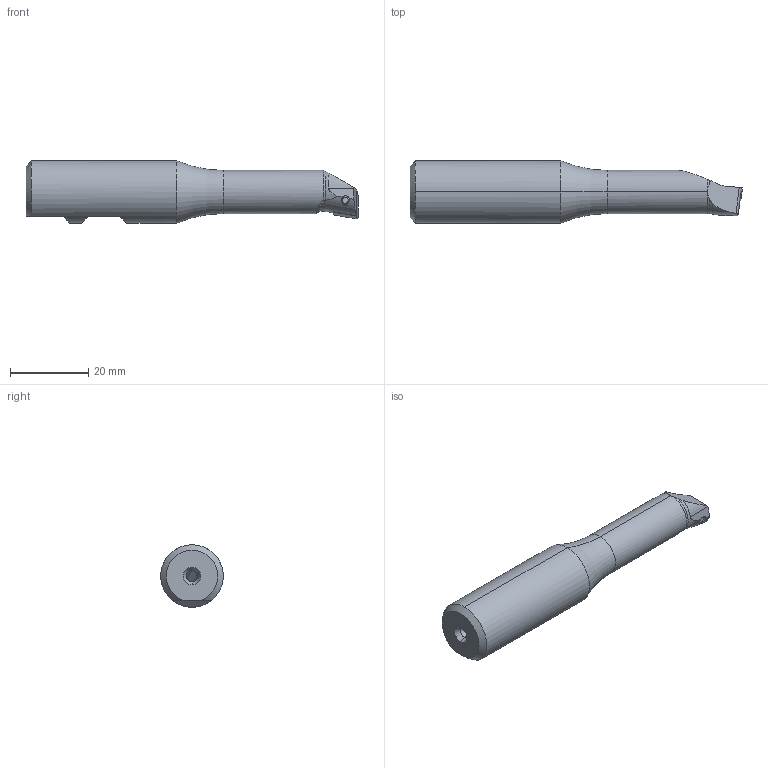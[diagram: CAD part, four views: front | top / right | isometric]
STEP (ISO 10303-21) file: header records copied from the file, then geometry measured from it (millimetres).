
FILE_DESCRIPTION (( 'STEP AP203' ), '1' );
FILE_NAME ('254.014.006.085.STEP', '2018-02-20T14:03:50', ( 'SWIAdmin' ), ( 'Hewlett-Packard Company' ), 'SwSTEP 2.0', 'SolidWorks 2017', '' );
FILE_SCHEMA (( 'CONFIG_CONTROL_DESIGN' ));
Length unit declared in the file: millimetre
Products named in the file (4): CCMT060204; WCA-ER2.001.006_A; 254.014.006.085; B14-WCA.K11.085_A
Assembly tree (3 placements, depth 2):
  254.014.006.085
    B14-WCA.K11.085_A
    CCMT060204
    WCA-ER2.001.006_A
Bounding box: 85 x 16 x 16 mm (x, y, z)
Volume: 11149 mm3; surface area: 4643.5 mm2
Topology: 3 solids, 3 shells, 130 faces, 335 edges, 206 vertices
Faces by surface type: cylinder 41, plane 33, cone 29, bspline 13, torus 12, sphere 2
Entity records: 4786 total; most frequent: CARTESIAN_POINT 1430, ORIENTED_EDGE 662, DIRECTION 579, EDGE_CURVE 331, AXIS2_PLACEMENT_3D 229, VERTEX_POINT 206, EDGE_LOOP 135, ADVANCED_FACE 130
